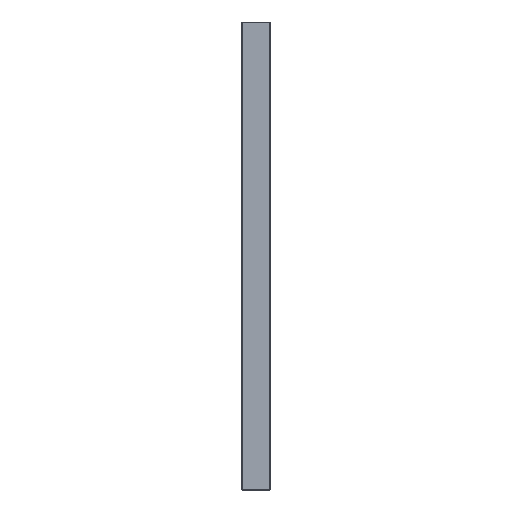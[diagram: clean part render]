
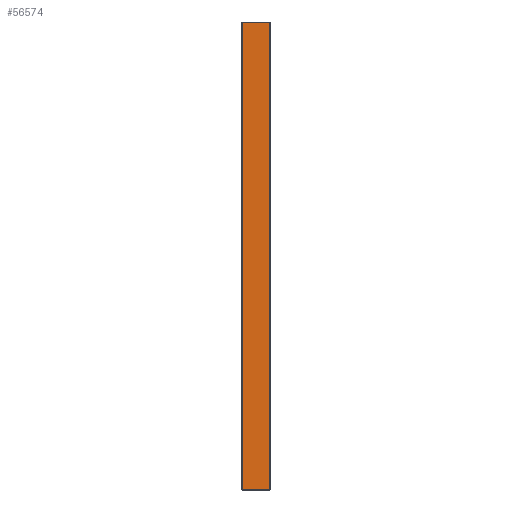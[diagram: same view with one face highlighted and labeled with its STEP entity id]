
A CAD part, front view. The second image highlights one B-rep face of the part: STEP entity #56574.
In plain terms, the highlighted planar face has unit normal (0, -1, 0).
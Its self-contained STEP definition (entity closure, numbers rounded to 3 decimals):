
#40256 = PLANE('',#40257);
#40257 = AXIS2_PLACEMENT_3D('',#40258,#40259,#40260);
#40258 = CARTESIAN_POINT('',(6.,-12.45,0.05));
#40259 = DIRECTION('',(0.,0.707,0.707));
#40260 = DIRECTION('',(1.,0.,0.));
#40610 = PLANE('',#40611);
#40611 = AXIS2_PLACEMENT_3D('',#40612,#40613,#40614);
#40612 = CARTESIAN_POINT('',(6.,-12.45,199.95));
#40613 = DIRECTION('',(0.,-0.707,
    0.707));
#40614 = DIRECTION('',(1.,0.,0.));
#40943 = PLANE('',#40944);
#40944 = AXIS2_PLACEMENT_3D('',#40945,#40946,#40947);
#40945 = CARTESIAN_POINT('',(-5.9,-12.4,0.));
#40946 = DIRECTION('',(-0.707,-0.707,
    0.));
#40947 = DIRECTION('',(0.,0.,1.));
#48192 = VERTEX_POINT('',#48193);
#48193 = CARTESIAN_POINT('',(5.9,-12.5,0.1));
#48214 = EDGE_CURVE('',#48192,#48215,#48217,.T.);
#48215 = VERTEX_POINT('',#48216);
#48216 = CARTESIAN_POINT('',(-5.8,-12.5,0.1));
#48217 = SURFACE_CURVE('',#48218,(#48222,#48229),.PCURVE_S1.);
#48218 = LINE('',#48219,#48220);
#48219 = CARTESIAN_POINT('',(6.,-12.5,0.1));
#48220 = VECTOR('',#48221,1.);
#48221 = DIRECTION('',(-1.,0.,0.));
#48222 = PCURVE('',#40256,#48223);
#48223 = DEFINITIONAL_REPRESENTATION('',(#48224),#48228);
#48224 = LINE('',#48225,#48226);
#48225 = CARTESIAN_POINT('',(0.,-0.071));
#48226 = VECTOR('',#48227,1.);
#48227 = DIRECTION('',(-1.,0.));
#48228 = ( GEOMETRIC_REPRESENTATION_CONTEXT(2) 
PARAMETRIC_REPRESENTATION_CONTEXT() REPRESENTATION_CONTEXT('2D SPACE',''
  ) );
#48229 = PCURVE('',#48230,#48235);
#48230 = PLANE('',#48231);
#48231 = AXIS2_PLACEMENT_3D('',#48232,#48233,#48234);
#48232 = CARTESIAN_POINT('',(6.,-12.5,0.));
#48233 = DIRECTION('',(0.,-1.,0.));
#48234 = DIRECTION('',(-1.,0.,0.));
#48235 = DEFINITIONAL_REPRESENTATION('',(#48236),#48240);
#48236 = LINE('',#48237,#48238);
#48237 = CARTESIAN_POINT('',(0.,-0.1));
#48238 = VECTOR('',#48239,1.);
#48239 = DIRECTION('',(1.,0.));
#48240 = ( GEOMETRIC_REPRESENTATION_CONTEXT(2) 
PARAMETRIC_REPRESENTATION_CONTEXT() REPRESENTATION_CONTEXT('2D SPACE',''
  ) );
#48509 = VERTEX_POINT('',#48510);
#48510 = CARTESIAN_POINT('',(5.9,-12.5,199.9));
#48531 = EDGE_CURVE('',#48509,#48532,#48534,.T.);
#48532 = VERTEX_POINT('',#48533);
#48533 = CARTESIAN_POINT('',(-5.8,-12.5,199.9));
#48534 = SURFACE_CURVE('',#48535,(#48539,#48546),.PCURVE_S1.);
#48535 = LINE('',#48536,#48537);
#48536 = CARTESIAN_POINT('',(6.,-12.5,199.9));
#48537 = VECTOR('',#48538,1.);
#48538 = DIRECTION('',(-1.,0.,0.));
#48539 = PCURVE('',#40610,#48540);
#48540 = DEFINITIONAL_REPRESENTATION('',(#48541),#48545);
#48541 = LINE('',#48542,#48543);
#48542 = CARTESIAN_POINT('',(0.,-0.071));
#48543 = VECTOR('',#48544,1.);
#48544 = DIRECTION('',(-1.,0.));
#48545 = ( GEOMETRIC_REPRESENTATION_CONTEXT(2) 
PARAMETRIC_REPRESENTATION_CONTEXT() REPRESENTATION_CONTEXT('2D SPACE',''
  ) );
#48546 = PCURVE('',#48230,#48547);
#48547 = DEFINITIONAL_REPRESENTATION('',(#48548),#48552);
#48548 = LINE('',#48549,#48550);
#48549 = CARTESIAN_POINT('',(0.,-199.9));
#48550 = VECTOR('',#48551,1.);
#48551 = DIRECTION('',(1.,0.));
#48552 = ( GEOMETRIC_REPRESENTATION_CONTEXT(2) 
PARAMETRIC_REPRESENTATION_CONTEXT() REPRESENTATION_CONTEXT('2D SPACE',''
  ) );
#48633 = EDGE_CURVE('',#48215,#48532,#48634,.T.);
#48634 = SURFACE_CURVE('',#48635,(#48639,#48646),.PCURVE_S1.);
#48635 = LINE('',#48636,#48637);
#48636 = CARTESIAN_POINT('',(-5.8,-12.5,0.));
#48637 = VECTOR('',#48638,1.);
#48638 = DIRECTION('',(0.,0.,1.));
#48639 = PCURVE('',#40943,#48640);
#48640 = DEFINITIONAL_REPRESENTATION('',(#48641),#48645);
#48641 = LINE('',#48642,#48643);
#48642 = CARTESIAN_POINT('',(0.,-0.141));
#48643 = VECTOR('',#48644,1.);
#48644 = DIRECTION('',(1.,0.));
#48645 = ( GEOMETRIC_REPRESENTATION_CONTEXT(2) 
PARAMETRIC_REPRESENTATION_CONTEXT() REPRESENTATION_CONTEXT('2D SPACE',''
  ) );
#48646 = PCURVE('',#48230,#48647);
#48647 = DEFINITIONAL_REPRESENTATION('',(#48648),#48652);
#48648 = LINE('',#48649,#48650);
#48649 = CARTESIAN_POINT('',(11.8,0.));
#48650 = VECTOR('',#48651,1.);
#48651 = DIRECTION('',(0.,-1.));
#48652 = ( GEOMETRIC_REPRESENTATION_CONTEXT(2) 
PARAMETRIC_REPRESENTATION_CONTEXT() REPRESENTATION_CONTEXT('2D SPACE',''
  ) );
#56328 = PLANE('',#56329);
#56329 = AXIS2_PLACEMENT_3D('',#56330,#56331,#56332);
#56330 = CARTESIAN_POINT('',(5.95,-12.45,0.));
#56331 = DIRECTION('',(0.707,-0.707,0.));
#56332 = DIRECTION('',(0.,0.,1.));
#56574 = ADVANCED_FACE('',(#56575),#48230,.T.);
#56575 = FACE_BOUND('',#56576,.T.);
#56576 = EDGE_LOOP('',(#56577,#56598,#56599,#56600));
#56577 = ORIENTED_EDGE('',*,*,#56578,.T.);
#56578 = EDGE_CURVE('',#48192,#48509,#56579,.T.);
#56579 = SURFACE_CURVE('',#56580,(#56584,#56591),.PCURVE_S1.);
#56580 = LINE('',#56581,#56582);
#56581 = CARTESIAN_POINT('',(5.9,-12.5,0.));
#56582 = VECTOR('',#56583,1.);
#56583 = DIRECTION('',(0.,0.,1.));
#56584 = PCURVE('',#48230,#56585);
#56585 = DEFINITIONAL_REPRESENTATION('',(#56586),#56590);
#56586 = LINE('',#56587,#56588);
#56587 = CARTESIAN_POINT('',(0.1,0.));
#56588 = VECTOR('',#56589,1.);
#56589 = DIRECTION('',(0.,-1.));
#56590 = ( GEOMETRIC_REPRESENTATION_CONTEXT(2) 
PARAMETRIC_REPRESENTATION_CONTEXT() REPRESENTATION_CONTEXT('2D SPACE',''
  ) );
#56591 = PCURVE('',#56328,#56592);
#56592 = DEFINITIONAL_REPRESENTATION('',(#56593),#56597);
#56593 = LINE('',#56594,#56595);
#56594 = CARTESIAN_POINT('',(0.,0.071));
#56595 = VECTOR('',#56596,1.);
#56596 = DIRECTION('',(1.,0.));
#56597 = ( GEOMETRIC_REPRESENTATION_CONTEXT(2) 
PARAMETRIC_REPRESENTATION_CONTEXT() REPRESENTATION_CONTEXT('2D SPACE',''
  ) );
#56598 = ORIENTED_EDGE('',*,*,#48531,.T.);
#56599 = ORIENTED_EDGE('',*,*,#48633,.F.);
#56600 = ORIENTED_EDGE('',*,*,#48214,.F.);
